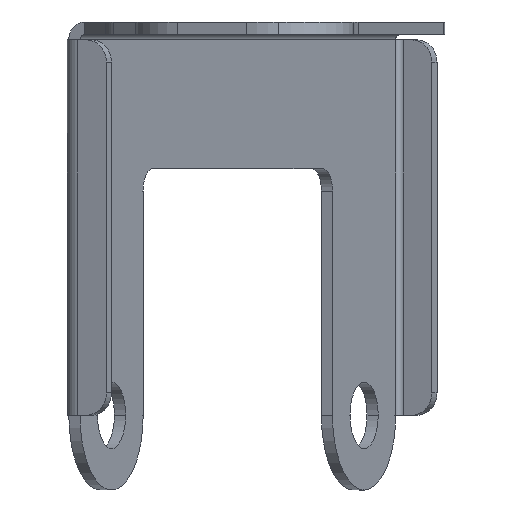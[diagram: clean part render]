
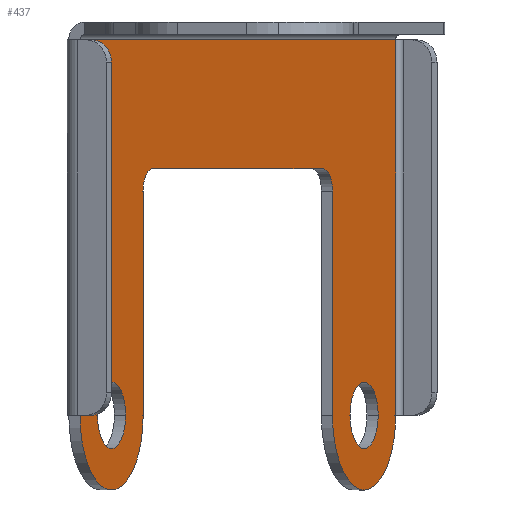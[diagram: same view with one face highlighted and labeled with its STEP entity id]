
A CAD part, left-side view. The second image highlights one B-rep face of the part: STEP entity #437.
In plain terms, the highlighted planar face has unit normal (-0.423, -0.906, 0).
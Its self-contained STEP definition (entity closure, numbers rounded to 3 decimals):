
#8 = AXIS2_PLACEMENT_3D ( 'NONE', #16, #1446, #242 ) ;
#16 = CARTESIAN_POINT ( 'NONE',  ( 98.004, -11.474, -51. ) ) ;
#28 = ORIENTED_EDGE ( 'NONE', *, *, #140, .T. ) ;
#61 = FACE_BOUND ( 'NONE', #1067, .T. ) ;
#71 = CIRCLE ( 'NONE', #1531, 3. ) ;
#86 = DIRECTION ( 'NONE',  ( 0.423, 0.906, 0. ) ) ;
#98 = CARTESIAN_POINT ( 'NONE',  ( 102.037, -13.355, -51. ) ) ;
#103 = EDGE_CURVE ( 'NONE', #1232, #608, #1389, .T. ) ;
#104 = CIRCLE ( 'NONE', #1237, 4.45 ) ;
#109 = VERTEX_POINT ( 'NONE', #1667 ) ;
#129 = ORIENTED_EDGE ( 'NONE', *, *, #1317, .F. ) ;
#131 = CARTESIAN_POINT ( 'NONE',  ( 107.067, -15.7, 0. ) ) ;
#133 = EDGE_CURVE ( 'NONE', #1128, #886, #1292, .T. ) ;
#140 = EDGE_CURVE ( 'NONE', #1064, #460, #1278, .T. ) ;
#171 = VERTEX_POINT ( 'NONE', #1582 ) ;
#204 = ORIENTED_EDGE ( 'NONE', *, *, #676, .F. ) ;
#208 = DIRECTION ( 'NONE',  ( -0.423, -0.906, 0. ) ) ;
#224 = DIRECTION ( 'NONE',  ( 0.906, -0.423, 0. ) ) ;
#242 = DIRECTION ( 'NONE',  ( 0.906, -0.423, 0. ) ) ;
#245 = ORIENTED_EDGE ( 'NONE', *, *, #1125, .F. ) ;
#256 = ORIENTED_EDGE ( 'NONE', *, *, #564, .F. ) ;
#265 = ORIENTED_EDGE ( 'NONE', *, *, #1454, .T. ) ;
#268 = DIRECTION ( 'NONE',  ( 0.906, -0.423, 0. ) ) ;
#280 = VERTEX_POINT ( 'NONE', #1377 ) ;
#286 = AXIS2_PLACEMENT_3D ( 'NONE', #1390, #86, #644 ) ;
#294 = ORIENTED_EDGE ( 'NONE', *, *, #1168, .F. ) ;
#312 = CARTESIAN_POINT ( 'NONE',  ( 16.437, 26.562, -0.737 ) ) ;
#313 = ORIENTED_EDGE ( 'NONE', *, *, #1625, .T. ) ;
#317 = DIRECTION ( 'NONE',  ( 0.906, -0.423, 0. ) ) ;
#365 = CARTESIAN_POINT ( 'NONE',  ( 25.5, 22.335, -51. ) ) ;
#368 = ORIENTED_EDGE ( 'NONE', *, *, #1230, .F. ) ;
#392 = AXIS2_PLACEMENT_3D ( 'NONE', #1546, #1586, #1535 ) ;
#435 = FACE_OUTER_BOUND ( 'NONE', #1525, .T. ) ;
#437 = ADVANCED_FACE ( 'NONE', ( #435, #61, #513 ), #695, .T. ) ;
#445 = ORIENTED_EDGE ( 'NONE', *, *, #103, .F. ) ;
#460 = VERTEX_POINT ( 'NONE', #465 ) ;
#465 = CARTESIAN_POINT ( 'NONE',  ( 37.282, 16.841, -18. ) ) ;
#496 = EDGE_CURVE ( 'NONE', #280, #1653, #71, .T. ) ;
#513 = FACE_BOUND ( 'NONE', #698, .T. ) ;
#564 = EDGE_CURVE ( 'NONE', #899, #1340, #1508, .T. ) ;
#591 = DIRECTION ( 'NONE',  ( 0.423, 0.906, 0. ) ) ;
#608 = VERTEX_POINT ( 'NONE', #633 ) ;
#633 = CARTESIAN_POINT ( 'NONE',  ( 107.067, -15.7, -51. ) ) ;
#644 = DIRECTION ( 'NONE',  ( 0.906, -0.423, 0. ) ) ;
#676 = EDGE_CURVE ( 'NONE', #1340, #1127, #937, .T. ) ;
#695 = PLANE ( 'NONE',  #1337 ) ;
#698 = EDGE_LOOP ( 'NONE', ( #991, #1187 ) ) ;
#731 = CARTESIAN_POINT ( 'NONE',  ( 34.563, 18.109, -21. ) ) ;
#771 = LINE ( 'NONE', #1320, #1305 ) ;
#778 = AXIS2_PLACEMENT_3D ( 'NONE', #365, #873, #268 ) ;
#812 = DIRECTION ( 'NONE',  ( 0.906, -0.423, 0. ) ) ;
#849 = CARTESIAN_POINT ( 'NONE',  ( 107.067, -15.7, -0.737 ) ) ;
#873 = DIRECTION ( 'NONE',  ( 0.423, 0.906, 0. ) ) ;
#886 = VERTEX_POINT ( 'NONE', #1189 ) ;
#890 = DIRECTION ( 'NONE',  ( 0., 0., -1. ) ) ;
#899 = VERTEX_POINT ( 'NONE', #987 ) ;
#937 = LINE ( 'NONE', #1150, #1093 ) ;
#940 = DIRECTION ( 'NONE',  ( 0.906, -0.423, 0. ) ) ;
#987 = CARTESIAN_POINT ( 'NONE',  ( 34.563, 18.109, -51. ) ) ;
#990 = VECTOR ( 'NONE', #1715, 1000. ) ;
#991 = ORIENTED_EDGE ( 'NONE', *, *, #1280, .T. ) ;
#993 = DIRECTION ( 'NONE',  ( 0.906, -0.423, 0. ) ) ;
#1005 = DIRECTION ( 'NONE',  ( -0.906, 0.423, 0. ) ) ;
#1030 = AXIS2_PLACEMENT_3D ( 'NONE', #1568, #591, #812 ) ;
#1044 = CARTESIAN_POINT ( 'NONE',  ( 16.437, 26.562, -51. ) ) ;
#1049 = CARTESIAN_POINT ( 'NONE',  ( 34.563, 18.109, -18. ) ) ;
#1051 = ORIENTED_EDGE ( 'NONE', *, *, #496, .T. ) ;
#1064 = VERTEX_POINT ( 'NONE', #731 ) ;
#1067 = EDGE_LOOP ( 'NONE', ( #313, #265 ) ) ;
#1073 = CIRCLE ( 'NONE', #286, 10. ) ;
#1093 = VECTOR ( 'NONE', #1616, 1000. ) ;
#1118 = LINE ( 'NONE', #1402, #1394 ) ;
#1119 = LINE ( 'NONE', #312, #990 ) ;
#1125 = EDGE_CURVE ( 'NONE', #1064, #899, #1118, .T. ) ;
#1127 = VERTEX_POINT ( 'NONE', #1141 ) ;
#1128 = VERTEX_POINT ( 'NONE', #1425 ) ;
#1136 = CARTESIAN_POINT ( 'NONE',  ( 37.282, 16.841, -21. ) ) ;
#1141 = CARTESIAN_POINT ( 'NONE',  ( 16.437, 26.562, -0.737 ) ) ;
#1150 = CARTESIAN_POINT ( 'NONE',  ( 16.437, 26.562, 0. ) ) ;
#1168 = EDGE_CURVE ( 'NONE', #1127, #1232, #1119, .T. ) ;
#1170 = CARTESIAN_POINT ( 'NONE',  ( 86.222, -5.98, -21. ) ) ;
#1187 = ORIENTED_EDGE ( 'NONE', *, *, #133, .T. ) ;
#1189 = CARTESIAN_POINT ( 'NONE',  ( 21.467, 24.216, -51. ) ) ;
#1208 = LINE ( 'NONE', #1049, #1563 ) ;
#1215 = ORIENTED_EDGE ( 'NONE', *, *, #1383, .F. ) ;
#1230 = EDGE_CURVE ( 'NONE', #280, #460, #1208, .T. ) ;
#1232 = VERTEX_POINT ( 'NONE', #849 ) ;
#1235 = VECTOR ( 'NONE', #1440, 1000. ) ;
#1237 = AXIS2_PLACEMENT_3D ( 'NONE', #1262, #1495, #224 ) ;
#1262 = CARTESIAN_POINT ( 'NONE',  ( 98.004, -11.474, -51. ) ) ;
#1275 = DIRECTION ( 'NONE',  ( 0.423, 0.906, 0. ) ) ;
#1278 = CIRCLE ( 'NONE', #1599, 3. ) ;
#1280 = EDGE_CURVE ( 'NONE', #886, #1128, #1421, .T. ) ;
#1292 = CIRCLE ( 'NONE', #392, 4.45 ) ;
#1305 = VECTOR ( 'NONE', #1728, 1000. ) ;
#1317 = EDGE_CURVE ( 'NONE', #608, #109, #1073, .T. ) ;
#1320 = CARTESIAN_POINT ( 'NONE',  ( 88.941, -7.248, -18. ) ) ;
#1337 = AXIS2_PLACEMENT_3D ( 'NONE', #131, #208, #317 ) ;
#1340 = VERTEX_POINT ( 'NONE', #1044 ) ;
#1377 = CARTESIAN_POINT ( 'NONE',  ( 86.222, -5.98, -18. ) ) ;
#1383 = EDGE_CURVE ( 'NONE', #109, #1653, #771, .T. ) ;
#1389 = LINE ( 'NONE', #1564, #1235 ) ;
#1390 = CARTESIAN_POINT ( 'NONE',  ( 98.004, -11.474, -51. ) ) ;
#1394 = VECTOR ( 'NONE', #890, 1000. ) ;
#1402 = CARTESIAN_POINT ( 'NONE',  ( 34.563, 18.109, -51. ) ) ;
#1421 = CIRCLE ( 'NONE', #1030, 4.45 ) ;
#1425 = CARTESIAN_POINT ( 'NONE',  ( 29.533, 20.455, -51. ) ) ;
#1440 = DIRECTION ( 'NONE',  ( 0., 0., -1. ) ) ;
#1446 = DIRECTION ( 'NONE',  ( 0.423, 0.906, 0. ) ) ;
#1454 = EDGE_CURVE ( 'NONE', #1669, #171, #1528, .T. ) ;
#1489 = DIRECTION ( 'NONE',  ( 0.423, 0.906, 0. ) ) ;
#1495 = DIRECTION ( 'NONE',  ( 0.423, 0.906, 0. ) ) ;
#1508 = CIRCLE ( 'NONE', #778, 10. ) ;
#1525 = EDGE_LOOP ( 'NONE', ( #445, #294, #204, #256, #245, #28, #368, #1051, #1215, #129 ) ) ;
#1528 = CIRCLE ( 'NONE', #8, 4.45 ) ;
#1531 = AXIS2_PLACEMENT_3D ( 'NONE', #1170, #1275, #993 ) ;
#1535 = DIRECTION ( 'NONE',  ( 0.906, -0.423, 0. ) ) ;
#1546 = CARTESIAN_POINT ( 'NONE',  ( 25.5, 22.335, -51. ) ) ;
#1563 = VECTOR ( 'NONE', #1005, 1000. ) ;
#1564 = CARTESIAN_POINT ( 'NONE',  ( 107.067, -15.7, -3. ) ) ;
#1568 = CARTESIAN_POINT ( 'NONE',  ( 25.5, 22.335, -51. ) ) ;
#1582 = CARTESIAN_POINT ( 'NONE',  ( 93.971, -9.593, -51. ) ) ;
#1586 = DIRECTION ( 'NONE',  ( 0.423, 0.906, 0. ) ) ;
#1599 = AXIS2_PLACEMENT_3D ( 'NONE', #1136, #1489, #940 ) ;
#1616 = DIRECTION ( 'NONE',  ( 0., 0., 1. ) ) ;
#1625 = EDGE_CURVE ( 'NONE', #171, #1669, #104, .T. ) ;
#1653 = VERTEX_POINT ( 'NONE', #1686 ) ;
#1667 = CARTESIAN_POINT ( 'NONE',  ( 88.941, -7.248, -51. ) ) ;
#1669 = VERTEX_POINT ( 'NONE', #98 ) ;
#1686 = CARTESIAN_POINT ( 'NONE',  ( 88.941, -7.248, -21. ) ) ;
#1715 = DIRECTION ( 'NONE',  ( 0.906, -0.423, 0. ) ) ;
#1728 = DIRECTION ( 'NONE',  ( 0., 0., 1. ) ) ;
